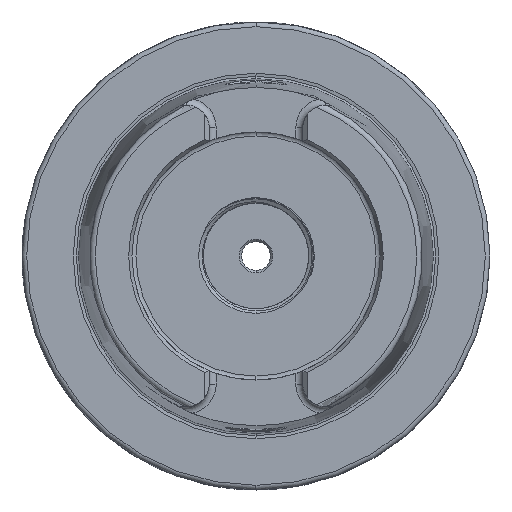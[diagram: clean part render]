
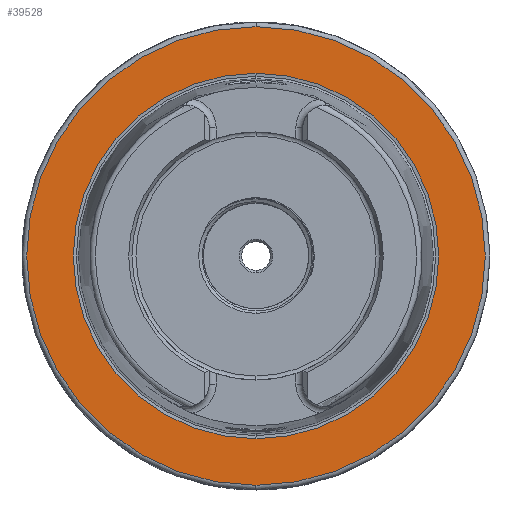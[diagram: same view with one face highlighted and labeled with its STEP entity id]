
A CAD part, left-side view. The second image highlights one B-rep face of the part: STEP entity #39528.
In plain terms, the highlighted planar face has unit normal (-1, 0, 0).
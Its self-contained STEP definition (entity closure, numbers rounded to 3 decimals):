
#619 = AXIS2_PLACEMENT_3D ( 'NONE', #38583, #38590, #38591 ) ;
#2996 = CARTESIAN_POINT ( 'NONE',  ( 0., 0., 0. ) ) ;
#3003 = DIRECTION ( 'NONE',  ( -1., 0., 0. ) ) ;
#3004 = DIRECTION ( 'NONE',  ( 0., 0., 1. ) ) ;
#9454 = ORIENTED_EDGE ( 'NONE', *, *, #39654, .T. ) ;
#9915 = CARTESIAN_POINT ( 'NONE',  ( 0., 0., 0. ) ) ;
#9916 = DIRECTION ( 'NONE',  ( -1., 0., 0. ) ) ;
#9917 = DIRECTION ( 'NONE',  ( 0., 0., 1. ) ) ;
#9921 = CARTESIAN_POINT ( 'NONE',  ( 0., 0., 0. ) ) ;
#9922 = DIRECTION ( 'NONE',  ( 1., 0., 0. ) ) ;
#9923 = DIRECTION ( 'NONE',  ( 0., 0., -1. ) ) ;
#10077 = AXIS2_PLACEMENT_3D ( 'NONE', #9915, #9916, #9917 ) ;
#10079 = AXIS2_PLACEMENT_3D ( 'NONE', #9921, #9922, #9923 ) ;
#13634 = CIRCLE ( 'NONE', #10077, 49. ) ;
#13636 = CIRCLE ( 'NONE', #10079, 39.054 ) ;
#13682 = EDGE_LOOP ( 'NONE', ( #9454, #34119 ) ) ;
#13695 = EDGE_LOOP ( 'NONE', ( #34121, #34124 ) ) ;
#13715 = CIRCLE ( 'NONE', #619, 39.054 ) ;
#13731 = CIRCLE ( 'NONE', #30337, 49. ) ;
#16356 = FACE_OUTER_BOUND ( 'NONE', #13682, .T. ) ;
#16359 = FACE_BOUND ( 'NONE', #13695, .T. ) ;
#16361 = AXIS2_PLACEMENT_3D ( 'NONE', #17445, #17446, #17447 ) ;
#17444 = PLANE ( 'NONE',  #16361 ) ;
#17445 = CARTESIAN_POINT ( 'NONE',  ( 0., 39.054, 0. ) ) ;
#17446 = DIRECTION ( 'NONE',  ( -1., 0., 0. ) ) ;
#17447 = DIRECTION ( 'NONE',  ( 0., 0., 1. ) ) ;
#20816 = VERTEX_POINT ( 'NONE', #28642 ) ;
#20855 = VERTEX_POINT ( 'NONE', #28720 ) ;
#20870 = VERTEX_POINT ( 'NONE', #28750 ) ;
#20895 = VERTEX_POINT ( 'NONE', #28800 ) ;
#28642 = CARTESIAN_POINT ( 'NONE',  ( 0., 0., 39.054 ) ) ;
#28720 = CARTESIAN_POINT ( 'NONE',  ( 0., 0., 49. ) ) ;
#28750 = CARTESIAN_POINT ( 'NONE',  ( 0., 0., -49. ) ) ;
#28800 = CARTESIAN_POINT ( 'NONE',  ( 0., 0., -39.054 ) ) ;
#30337 = AXIS2_PLACEMENT_3D ( 'NONE', #2996, #3003, #3004 ) ;
#34119 = ORIENTED_EDGE ( 'NONE', *, *, #39407, .T. ) ;
#34121 = ORIENTED_EDGE ( 'NONE', *, *, #39616, .T. ) ;
#34124 = ORIENTED_EDGE ( 'NONE', *, *, #39409, .T. ) ;
#38583 = CARTESIAN_POINT ( 'NONE',  ( 0., 0., 0. ) ) ;
#38590 = DIRECTION ( 'NONE',  ( 1., 0., 0. ) ) ;
#38591 = DIRECTION ( 'NONE',  ( 0., 0., -1. ) ) ;
#39407 = EDGE_CURVE ( 'NONE', #20870, #20855, #13634, .T. ) ;
#39409 = EDGE_CURVE ( 'NONE', #20895, #20816, #13636, .T. ) ;
#39528 = ADVANCED_FACE ( 'NONE', ( #16356, #16359 ), #17444, .T. ) ;
#39616 = EDGE_CURVE ( 'NONE', #20816, #20895, #13715, .T. ) ;
#39654 = EDGE_CURVE ( 'NONE', #20855, #20870, #13731, .T. ) ;
